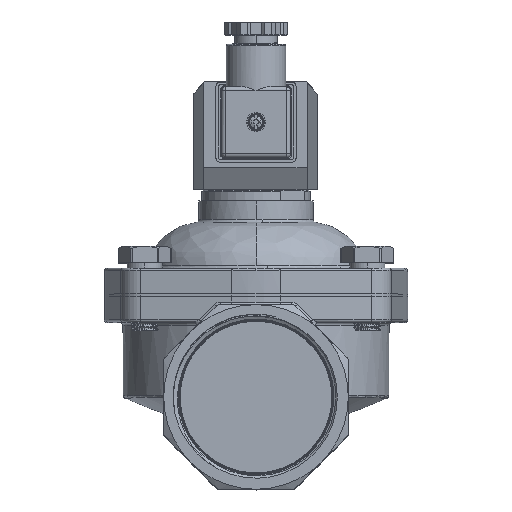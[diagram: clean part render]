
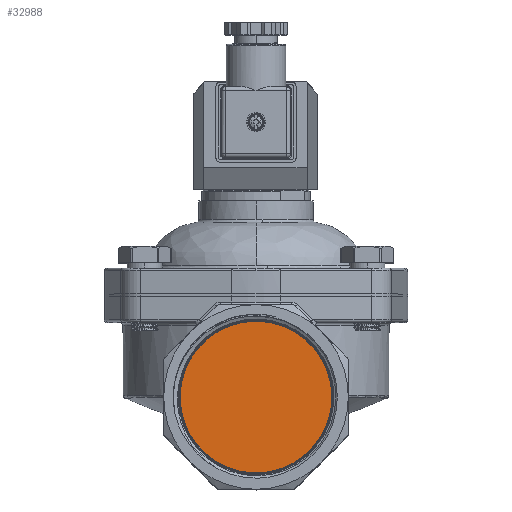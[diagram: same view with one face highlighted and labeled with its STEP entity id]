
A CAD part, top view. The second image highlights one B-rep face of the part: STEP entity #32988.
In plain terms, the highlighted planar face has unit normal (0, 0, 1).
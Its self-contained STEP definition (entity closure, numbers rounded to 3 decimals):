
#1136 = DIRECTION ( 'NONE',  ( 0.836, -0.549, 0. ) ) ;
#3464 = CARTESIAN_POINT ( 'NONE',  ( 0., 34., 52.9 ) ) ;
#4832 = CARTESIAN_POINT ( 'NONE',  ( 24.943, 21.584, 52.9 ) ) ;
#6726 = CIRCLE ( 'NONE', #7518, 27.934 ) ;
#7518 = AXIS2_PLACEMENT_3D ( 'NONE', #136318, #72387, #8341 ) ;
#8341 = DIRECTION ( 'NONE',  ( 1., 0., 0. ) ) ;
#13968 = ORIENTED_EDGE ( 'NONE', *, *, #61060, .T. ) ;
#13992 = B_SPLINE_CURVE_WITH_KNOTS ( 'NONE', 3,
 ( #124329, #28141, #91230, #60345 ),
 .UNSPECIFIED., .F., .F.,
 ( 4, 4 ),
 ( 0., 0.003 ),
 .UNSPECIFIED. ) ;
#14232 = DIRECTION ( 'NONE',  ( 1., 0., 0. ) ) ;
#15632 = B_SPLINE_CURVE_WITH_KNOTS ( 'NONE', 3,
 ( #4832, #132808, #90348, #26324 ),
 .UNSPECIFIED., .F., .F.,
 ( 4, 4 ),
 ( 0., 0.003 ),
 .UNSPECIFIED. ) ;
#17167 = FACE_OUTER_BOUND ( 'NONE', #50282, .T. ) ;
#18642 = CIRCLE ( 'NONE', #28598, 27.934 ) ;
#20204 = ORIENTED_EDGE ( 'NONE', *, *, #102791, .T. ) ;
#21028 = LINE ( 'NONE', #118841, #74524 ) ;
#23382 = VERTEX_POINT ( 'NONE', #121369 ) ;
#24978 = EDGE_CURVE ( 'NONE', #90515, #53895, #13992, .T. ) ;
#26183 = AXIS2_PLACEMENT_3D ( 'NONE', #3464, #78255, #14232 ) ;
#26324 = CARTESIAN_POINT ( 'NONE',  ( 23.345, 18.661, 52.9 ) ) ;
#27114 = EDGE_CURVE ( 'NONE', #47224, #23382, #6726, .T. ) ;
#28141 = CARTESIAN_POINT ( 'NONE',  ( 23.895, 19.628, 52.9 ) ) ;
#28598 = AXIS2_PLACEMENT_3D ( 'NONE', #41923, #116580, #52640 ) ;
#32988 = ADVANCED_FACE ( 'NONE', ( #17167 ), #67033, .T. ) ;
#33297 = EDGE_CURVE ( 'NONE', #53085, #47224, #33774, .T. ) ;
#33774 = CIRCLE ( 'NONE', #52186, 27.934 ) ;
#41923 = CARTESIAN_POINT ( 'NONE',  ( 0., 34., 52.9 ) ) ;
#47224 = VERTEX_POINT ( 'NONE', #128486 ) ;
#50282 = EDGE_LOOP ( 'NONE', ( #78243, #93970, #20204, #131208, #89092, #13968 ) ) ;
#52186 = AXIS2_PLACEMENT_3D ( 'NONE', #56291, #130995, #67040 ) ;
#52640 = DIRECTION ( 'NONE',  ( 1., 0., 0. ) ) ;
#53085 = VERTEX_POINT ( 'NONE', #53681 ) ;
#53681 = CARTESIAN_POINT ( 'NONE',  ( 23.345, 18.661, 52.9 ) ) ;
#53895 = VERTEX_POINT ( 'NONE', #112785 ) ;
#56291 = CARTESIAN_POINT ( 'NONE',  ( 0., 34., 52.9 ) ) ;
#60345 = CARTESIAN_POINT ( 'NONE',  ( 24.943, 21.584, 52.9 ) ) ;
#61060 = EDGE_CURVE ( 'NONE', #23382, #53085, #18642, .T. ) ;
#67033 = PLANE ( 'NONE',  #26183 ) ;
#67040 = DIRECTION ( 'NONE',  ( 1., 0., 0. ) ) ;
#72387 = DIRECTION ( 'NONE',  ( 0., 0., 1. ) ) ;
#74524 = VECTOR ( 'NONE', #1136, 1000. ) ;
#78243 = ORIENTED_EDGE ( 'NONE', *, *, #102578, .F. ) ;
#78255 = DIRECTION ( 'NONE',  ( 0., 0., 1. ) ) ;
#89092 = ORIENTED_EDGE ( 'NONE', *, *, #27114, .T. ) ;
#90348 = CARTESIAN_POINT ( 'NONE',  ( 23.936, 19.604, 52.9 ) ) ;
#90515 = VERTEX_POINT ( 'NONE', #133742 ) ;
#91230 = CARTESIAN_POINT ( 'NONE',  ( 24.448, 20.591, 52.9 ) ) ;
#93970 = ORIENTED_EDGE ( 'NONE', *, *, #24978, .T. ) ;
#102578 = EDGE_CURVE ( 'NONE', #90515, #53085, #21028, .T. ) ;
#102791 = EDGE_CURVE ( 'NONE', #53895, #53085, #15632, .T. ) ;
#112785 = CARTESIAN_POINT ( 'NONE',  ( 24.943, 21.584, 52.9 ) ) ;
#116580 = DIRECTION ( 'NONE',  ( 0., 0., 1. ) ) ;
#118841 = CARTESIAN_POINT ( 'NONE',  ( 0., 34., 52.9 ) ) ;
#121369 = CARTESIAN_POINT ( 'NONE',  ( -27.934, 34., 52.9 ) ) ;
#124329 = CARTESIAN_POINT ( 'NONE',  ( 23.286, 18.7, 52.9 ) ) ;
#128486 = CARTESIAN_POINT ( 'NONE',  ( 27.934, 34., 52.9 ) ) ;
#130995 = DIRECTION ( 'NONE',  ( 0., 0., 1. ) ) ;
#131208 = ORIENTED_EDGE ( 'NONE', *, *, #33297, .T. ) ;
#132808 = CARTESIAN_POINT ( 'NONE',  ( 24.468, 20.578, 52.9 ) ) ;
#133742 = CARTESIAN_POINT ( 'NONE',  ( 23.286, 18.7, 52.9 ) ) ;
#136318 = CARTESIAN_POINT ( 'NONE',  ( 0., 34., 52.9 ) ) ;
